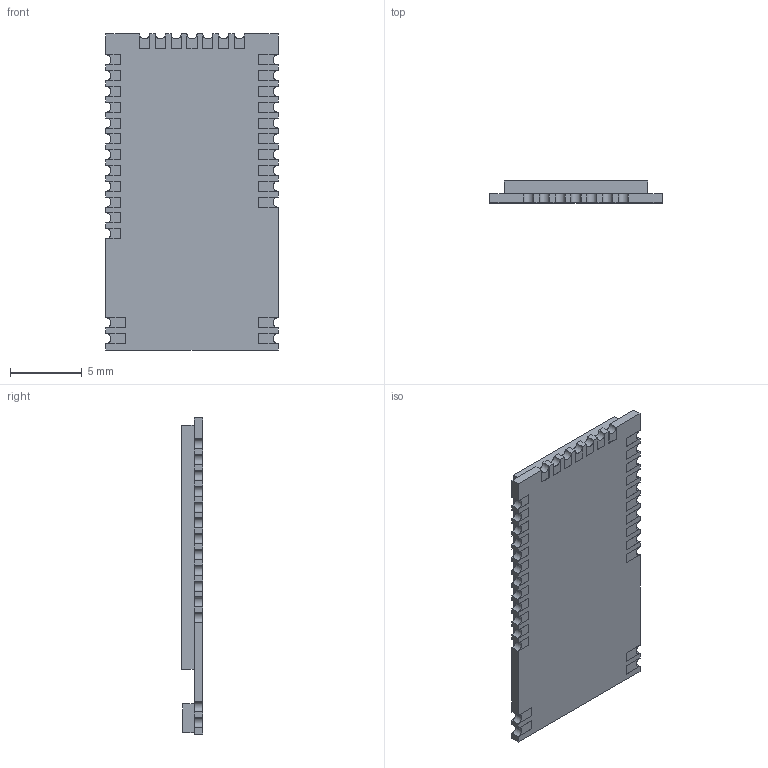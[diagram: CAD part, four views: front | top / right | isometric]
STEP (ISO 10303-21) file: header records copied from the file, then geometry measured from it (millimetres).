
FILE_DESCRIPTION (( 'STEP AP214' ), '1' );
FILE_NAME ('Bluetooth - BM70BLES1FC2.STEP', '2021-05-31T11:33:44', ( '' ), ( '' ), 'SwSTEP 2.0', 'SolidWorks 2020', '' );
FILE_SCHEMA (( 'AUTOMOTIVE_DESIGN' ));
Length unit declared in the file: millimetre
Products named in the file (1): Bluetooth - BM70BLES1FC2
Bounding box: 12 x 1.5 x 22 mm (x, y, z)
Volume: 312.2 mm3; surface area: 621.2 mm2
Topology: 1 solids, 1 shells, 214 faces, 564 edges, 354 vertices
Faces by surface type: plane 181, cylinder 33
Entity records: 8834 total; most frequent: CARTESIAN_POINT 1133, ORIENTED_EDGE 1128, DIRECTION 1060, EDGE_CURVE 564, LINE 498, VECTOR 498, VERTEX_POINT 354, AXIS2_PLACEMENT_3D 281
